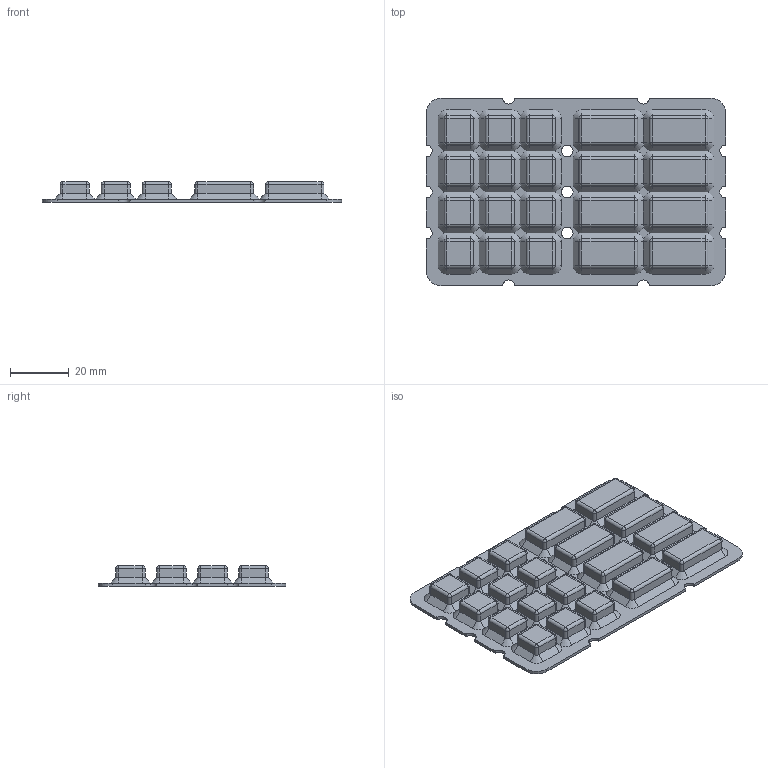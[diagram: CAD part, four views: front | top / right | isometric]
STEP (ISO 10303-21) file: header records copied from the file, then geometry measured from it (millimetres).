
FILE_DESCRIPTION (( 'STEP AP214' ), '1' );
FILE_NAME ('FrontPanelV1.STEP', '2025-06-01T18:18:55', ( '' ), ( '' ), 'SwSTEP 2.0', 'SolidWorks 2023', '' );
FILE_SCHEMA (( 'AUTOMOTIVE_DESIGN' ));
Length unit declared in the file: millimetre
Products named in the file (1): FrontPanelV1
Bounding box: 102 x 64 x 7 mm (x, y, z)
Volume: 19299.6 mm3; surface area: 18474.1 mm2
Topology: 1 solids, 1 shells, 828 faces, 1924 edges, 1060 vertices
Faces by surface type: plane 405, cylinder 183, cone 160, sphere 80
Entity records: 22385 total; most frequent: DIRECTION 4108, CARTESIAN_POINT 3733, ORIENTED_EDGE 3688, EDGE_CURVE 1844, AXIS2_PLACEMENT_3D 1435, LINE 1238, VECTOR 1238, VERTEX_POINT 1060
